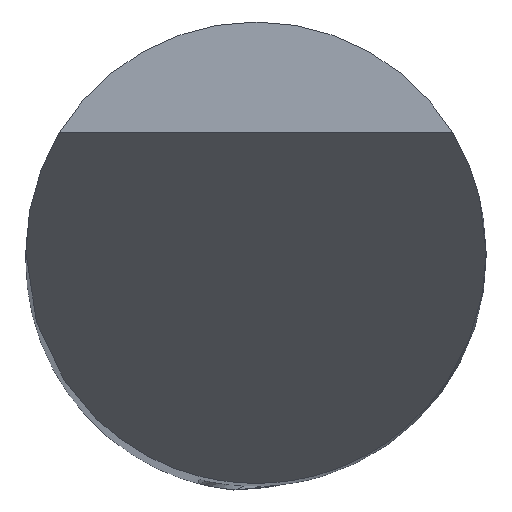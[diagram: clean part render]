
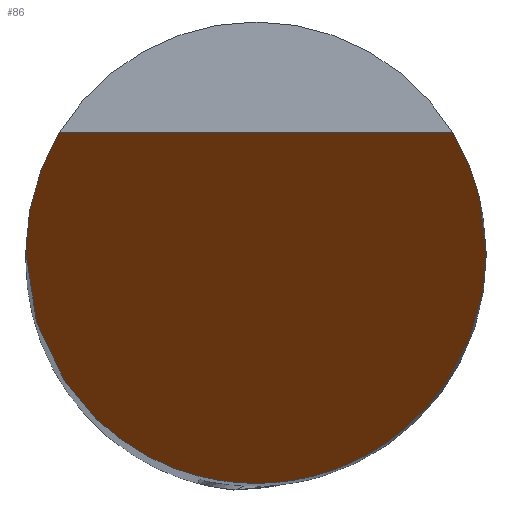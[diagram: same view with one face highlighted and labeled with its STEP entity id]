
A CAD part, top view. The second image highlights one B-rep face of the part: STEP entity #86.
In plain terms, the highlighted planar face has unit normal (0, -0.866, 0.5).
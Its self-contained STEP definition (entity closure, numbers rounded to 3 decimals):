
#65=(
BOUNDED_CURVE()
B_SPLINE_CURVE(3,(#883,#884,#885,#886),.UNSPECIFIED.,.F.,.F.)
B_SPLINE_CURVE_WITH_KNOTS((4,4),(0.,1.),.UNSPECIFIED.)
CURVE()
GEOMETRIC_REPRESENTATION_ITEM()
RATIONAL_B_SPLINE_CURVE((1.,0.975,0.975,1.))
REPRESENTATION_ITEM('')
);
#66=(
BOUNDED_CURVE()
B_SPLINE_CURVE(3,(#888,#889,#890,#891),.UNSPECIFIED.,.F.,.F.)
B_SPLINE_CURVE_WITH_KNOTS((4,4),(0.,1.),.UNSPECIFIED.)
CURVE()
GEOMETRIC_REPRESENTATION_ITEM()
RATIONAL_B_SPLINE_CURVE((1.,0.333,0.333,1.))
REPRESENTATION_ITEM('')
);
#67=(
BOUNDED_CURVE()
B_SPLINE_CURVE(3,(#893,#894,#895,#896),.UNSPECIFIED.,.F.,.F.)
B_SPLINE_CURVE_WITH_KNOTS((4,4),(0.,1.),.UNSPECIFIED.)
CURVE()
GEOMETRIC_REPRESENTATION_ITEM()
RATIONAL_B_SPLINE_CURVE((1.,0.975,0.975,1.))
REPRESENTATION_ITEM('')
);
#86=ADVANCED_FACE('',(#131),#111,.T.);
#111=PLANE('',#579);
#131=FACE_OUTER_BOUND('',#159,.T.);
#159=EDGE_LOOP('',(#291,#292,#293,#294));
#187=LINE('',#881,#223);
#223=VECTOR('',#644,1.);
#291=ORIENTED_EDGE('',*,*,#462,.T.);
#292=ORIENTED_EDGE('',*,*,#463,.T.);
#293=ORIENTED_EDGE('',*,*,#464,.T.);
#294=ORIENTED_EDGE('',*,*,#465,.T.);
#408=VERTEX_POINT('',#879);
#409=VERTEX_POINT('',#880);
#410=VERTEX_POINT('',#887);
#411=VERTEX_POINT('',#892);
#462=EDGE_CURVE('',#408,#409,#187,.T.);
#463=EDGE_CURVE('',#409,#410,#65,.T.);
#464=EDGE_CURVE('',#410,#411,#66,.T.);
#465=EDGE_CURVE('',#411,#408,#67,.T.);
#579=AXIS2_PLACEMENT_3D('',#897,#647,#648);
#644=DIRECTION('',(-1.,0.,0.));
#647=DIRECTION('',(0.,-0.866,0.5));
#648=DIRECTION('',(0.,0.5,0.866));
#879=CARTESIAN_POINT('',(2.136,1.299,2.25));
#880=CARTESIAN_POINT('',(-2.136,1.299,2.25));
#881=CARTESIAN_POINT('',(-76.162,1.299,2.25));
#883=CARTESIAN_POINT('',(-2.136,1.299,2.25));
#884=CARTESIAN_POINT('',(-2.376,0.905,1.568));
#885=CARTESIAN_POINT('',(-2.5,0.461,0.799));
#886=CARTESIAN_POINT('',(-2.5,0.,0.));
#887=CARTESIAN_POINT('',(-2.5,0.,0.));
#888=CARTESIAN_POINT('',(-2.5,0.,0.));
#889=CARTESIAN_POINT('',(-2.5,-5.,-8.66));
#890=CARTESIAN_POINT('',(2.5,-5.,-8.66));
#891=CARTESIAN_POINT('',(2.5,0.,0.));
#892=CARTESIAN_POINT('',(2.5,0.,0.));
#893=CARTESIAN_POINT('',(2.5,0.,0.));
#894=CARTESIAN_POINT('',(2.5,0.461,0.799));
#895=CARTESIAN_POINT('',(2.376,0.905,1.568));
#896=CARTESIAN_POINT('',(2.136,1.299,2.25));
#897=CARTESIAN_POINT('',(-76.162,4.054,7.021));
